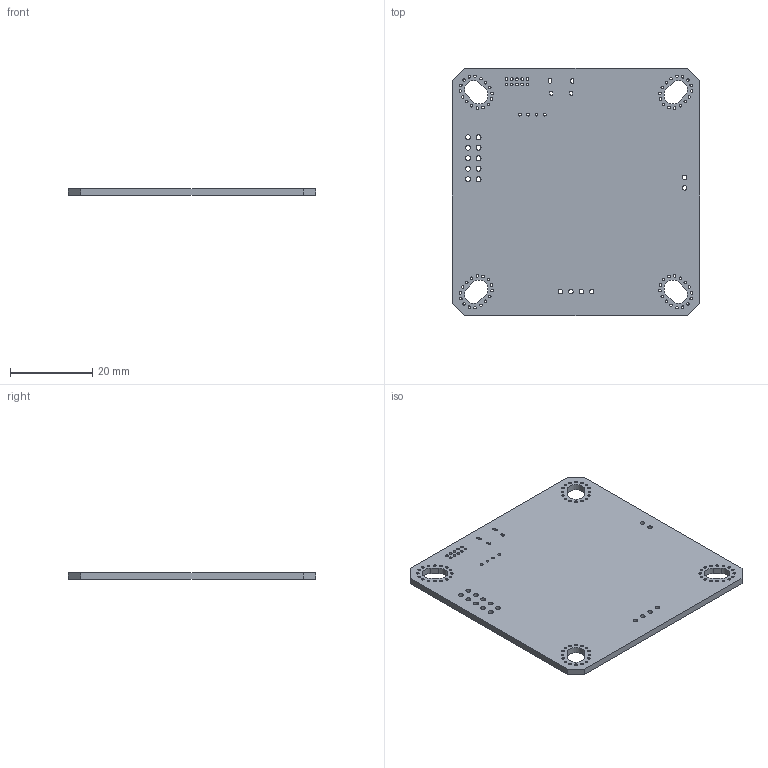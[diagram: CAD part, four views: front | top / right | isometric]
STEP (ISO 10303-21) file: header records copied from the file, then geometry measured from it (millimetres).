
FILE_DESCRIPTION(('KiCad electronic assembly'),'2;1');
FILE_NAME('HighPower-Mechaduino.stp','2017-01-03T21:42:39',('An Author') ,('A Company'),'Open CASCADE STEP processor 6.8', 'KiCad to STEP converter','Unknown');
FILE_SCHEMA(('AUTOMOTIVE_DESIGN_CC2 { 1 2 10303 214 -1 1 5 4 }'));
Length unit declared in the file: millimetre
Products named in the file (2): Open CASCADE STEP translator 6.8 1; COMPOUND
Assembly tree (1 placements, depth 2):
  Open CASCADE STEP translator 6.8 1
    COMPOUND
Bounding box: 60 x 60 x 1.6 mm (x, y, z)
Volume: 5517.8 mm3; surface area: 7733.3 mm2
Topology: 1 solids, 1 shells, 136 faces, 402 edges, 268 vertices
Faces by surface type: cylinder 110, plane 26
Full cylindrical faces by diameter (mm): 0.6 x64, 0.65 x10, 0.7 x4, 1.097 x6, 1.2 x10
Entity records: 11007 total; most frequent: CARTESIAN_POINT 2932, DIRECTION 1482, ORIENTED_EDGE 804, PCURVE 804, DEFINITIONAL_REPRESENTATION 804, LINE 766, VECTOR 766, EDGE_CURVE 402
